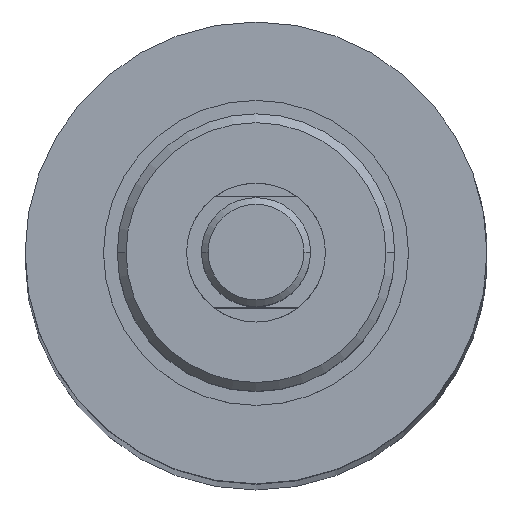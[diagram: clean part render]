
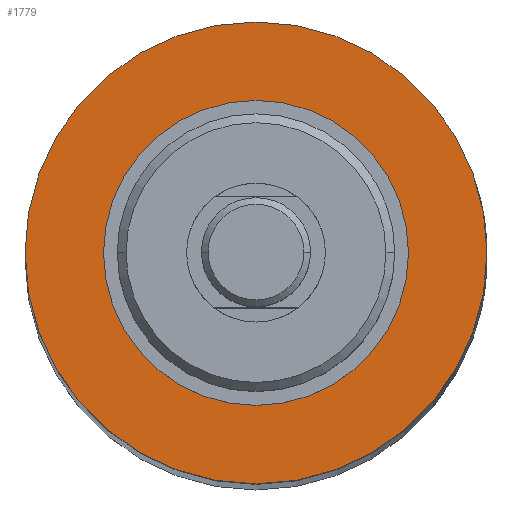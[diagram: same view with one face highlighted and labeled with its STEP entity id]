
A CAD part, top view. The second image highlights one B-rep face of the part: STEP entity #1779.
In plain terms, the highlighted planar face has unit normal (0, 0, 1).
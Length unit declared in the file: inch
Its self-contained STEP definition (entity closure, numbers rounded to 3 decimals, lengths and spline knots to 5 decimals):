
#23 = CARTESIAN_POINT ( 'NONE',  ( 0., 0., 0.92 ) ) ;
#45 = CIRCLE ( 'NONE', #1096, 1.04 ) ;
#213 = AXIS2_PLACEMENT_3D ( 'NONE', #2573, #1231, #2786 ) ;
#251 = PLANE ( 'NONE',  #1017 ) ;
#320 = CARTESIAN_POINT ( 'NONE',  ( -0.68675, 0., 0.92 ) ) ;
#376 = DIRECTION ( 'NONE',  ( 0., 0., 1. ) ) ;
#468 = VERTEX_POINT ( 'NONE', #2845 ) ;
#474 = DIRECTION ( 'NONE',  ( 0., 0., 1. ) ) ;
#476 = CARTESIAN_POINT ( 'NONE',  ( 0.68675, 0., 0.92 ) ) ;
#541 = CIRCLE ( 'NONE', #213, 1.04 ) ;
#625 = DIRECTION ( 'NONE',  ( 0., 0., 1. ) ) ;
#711 = CIRCLE ( 'NONE', #2802, 0.68675 ) ;
#952 = DIRECTION ( 'NONE',  ( 0., 0., 1. ) ) ;
#1017 = AXIS2_PLACEMENT_3D ( 'NONE', #23, #474, #2059 ) ;
#1086 = EDGE_CURVE ( 'NONE', #2622, #2836, #1364, .T. ) ;
#1096 = AXIS2_PLACEMENT_3D ( 'NONE', #1987, #625, #2202 ) ;
#1169 = EDGE_CURVE ( 'NONE', #468, #2707, #541, .T. ) ;
#1174 = ORIENTED_EDGE ( 'NONE', *, *, #1169, .T. ) ;
#1186 = CARTESIAN_POINT ( 'NONE',  ( -1.04, 0., 0.92 ) ) ;
#1231 = DIRECTION ( 'NONE',  ( 0., 0., 1. ) ) ;
#1364 = CIRCLE ( 'NONE', #1936, 0.68675 ) ;
#1483 = ORIENTED_EDGE ( 'NONE', *, *, #2095, .T. ) ;
#1562 = FACE_OUTER_BOUND ( 'NONE', #1716, .T. ) ;
#1716 = EDGE_LOOP ( 'NONE', ( #1483, #1174 ) ) ;
#1730 = CARTESIAN_POINT ( 'NONE',  ( 0., 0., 0.92 ) ) ;
#1779 = ADVANCED_FACE ( 'NONE', ( #1562, #2611 ), #251, .T. ) ;
#1936 = AXIS2_PLACEMENT_3D ( 'NONE', #2288, #952, #2512 ) ;
#1955 = DIRECTION ( 'NONE',  ( 1., 0., 0. ) ) ;
#1987 = CARTESIAN_POINT ( 'NONE',  ( 0., 0., 0.92 ) ) ;
#2010 = EDGE_CURVE ( 'NONE', #2836, #2622, #711, .T. ) ;
#2059 = DIRECTION ( 'NONE',  ( 1., 0., 0. ) ) ;
#2095 = EDGE_CURVE ( 'NONE', #2707, #468, #45, .T. ) ;
#2115 = EDGE_LOOP ( 'NONE', ( #2697, #2884 ) ) ;
#2202 = DIRECTION ( 'NONE',  ( 1., 0., 0. ) ) ;
#2288 = CARTESIAN_POINT ( 'NONE',  ( 0., 0., 0.92 ) ) ;
#2512 = DIRECTION ( 'NONE',  ( 1., 0., 0. ) ) ;
#2573 = CARTESIAN_POINT ( 'NONE',  ( 0., 0., 0.92 ) ) ;
#2611 = FACE_BOUND ( 'NONE', #2115, .T. ) ;
#2622 = VERTEX_POINT ( 'NONE', #476 ) ;
#2697 = ORIENTED_EDGE ( 'NONE', *, *, #2010, .F. ) ;
#2707 = VERTEX_POINT ( 'NONE', #1186 ) ;
#2786 = DIRECTION ( 'NONE',  ( 1., 0., 0. ) ) ;
#2802 = AXIS2_PLACEMENT_3D ( 'NONE', #1730, #376, #1955 ) ;
#2836 = VERTEX_POINT ( 'NONE', #320 ) ;
#2845 = CARTESIAN_POINT ( 'NONE',  ( 1.04, 0., 0.92 ) ) ;
#2884 = ORIENTED_EDGE ( 'NONE', *, *, #1086, .F. ) ;
